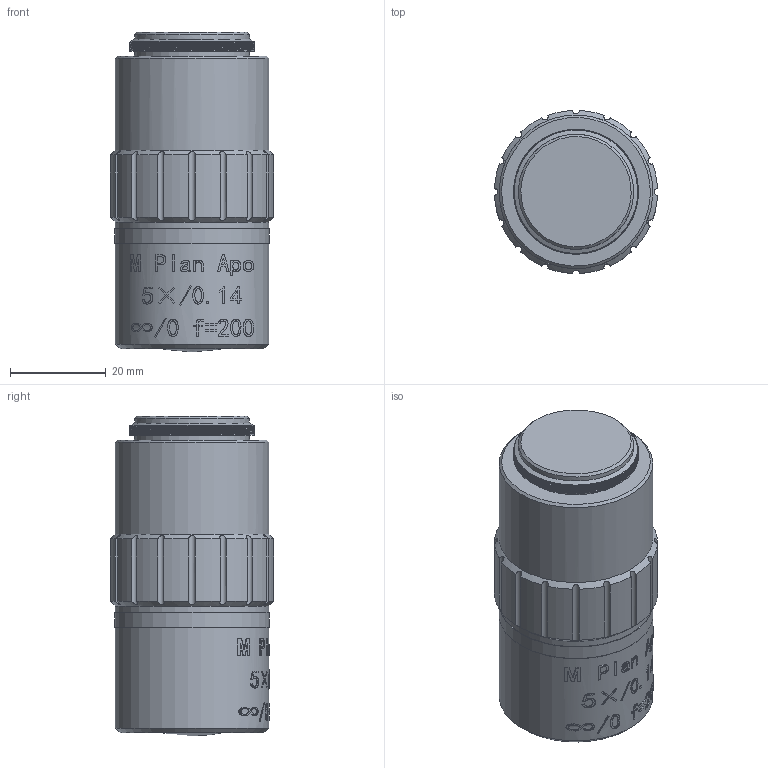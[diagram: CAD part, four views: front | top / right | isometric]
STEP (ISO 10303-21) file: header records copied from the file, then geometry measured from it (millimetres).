
FILE_DESCRIPTION (( 'STEP AP203' ), '1' );
FILE_NAME ('690032.STEP', '2024-07-11T10:06:19', ( 'Windows User' ), ( 'P R C' ), 'SwSTEP 2.0', 'SolidWorks 2020', '' );
FILE_SCHEMA (( 'CONFIG_CONTROL_DESIGN' ));
Length unit declared in the file: millimetre
Products named in the file (1): 690032
Bounding box: 33.97 x 33.97 x 66.65 mm (x, y, z)
Volume: 50945.8 mm3; surface area: 13599.8 mm2
Topology: 4 solids, 4 shells, 312 faces, 802 edges, 534 vertices
Faces by surface type: plane 146, bspline 83, cylinder 76, cone 6, sphere 1
Full cylindrical faces by diameter (mm): 17 x1, 24 x2, 32 x3, 32.2 x1
Entity records: 17415 total; most frequent: CARTESIAN_POINT 10511, ORIENTED_EDGE 1540, DIRECTION 1121, EDGE_CURVE 770, VERTEX_POINT 524, AXIS2_PLACEMENT_3D 394, EDGE_LOOP 374, VECTOR 333
